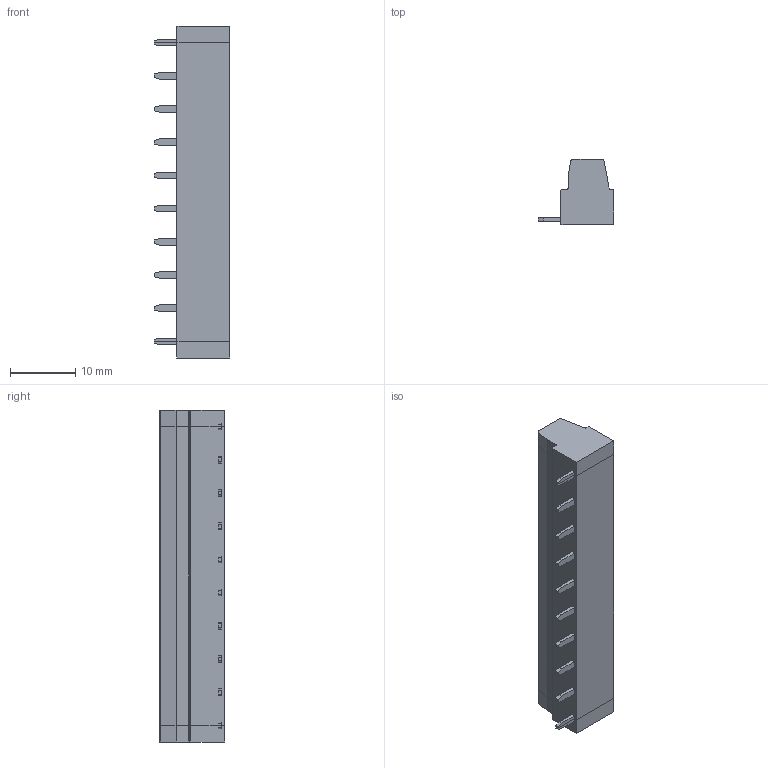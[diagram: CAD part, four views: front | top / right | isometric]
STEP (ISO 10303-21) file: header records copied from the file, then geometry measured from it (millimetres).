
FILE_DESCRIPTION( ( 'Unknown' ), '1' );
FILE_NAME( '691241500010.stp', 'Unknown', ( 'Unknown' ), ( 'Unknown' ), 'PSStep 18.0.17', 'Unknown', ' ' );
FILE_SCHEMA( ( 'AUTOMOTIVE_DESIGN { 1 0 10303 214 1 1 1 1 }' ) );
Length unit declared in the file: millimetre
Products named in the file (4): Assem1; 6912415000xx_DX; 6912415000xx_SX; 691241500010
Assembly tree (3 placements, depth 2):
  Assem1
    6912415000xx_DX
    6912415000xx_SX
    691241500010
Bounding box: 11.6 x 10 x 50.8 mm (x, y, z)
Volume: 2996.6 mm3; surface area: 3030.5 mm2
Topology: 3 solids, 3 shells, 415 faces, 1091 edges, 714 vertices
Faces by surface type: plane 385, cylinder 30
Full cylindrical faces by diameter (mm): 3.8 x8
Entity records: 15835 total; most frequent: CARTESIAN_POINT 2200, ORIENTED_EDGE 2150, DIRECTION 2005, EDGE_CURVE 1075, LINE 983, VECTOR 983, VERTEX_POINT 706, AXIS2_PLACEMENT_3D 511
